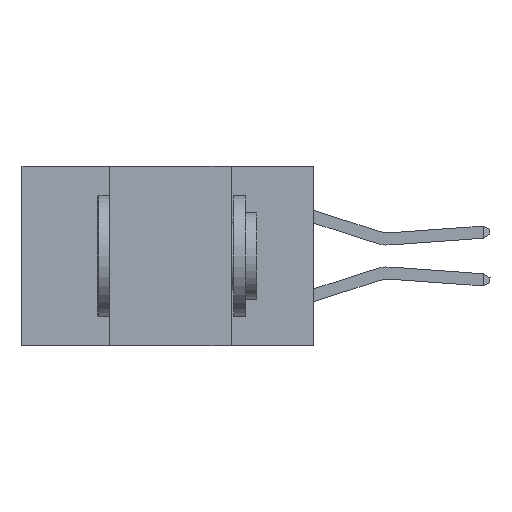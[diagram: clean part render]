
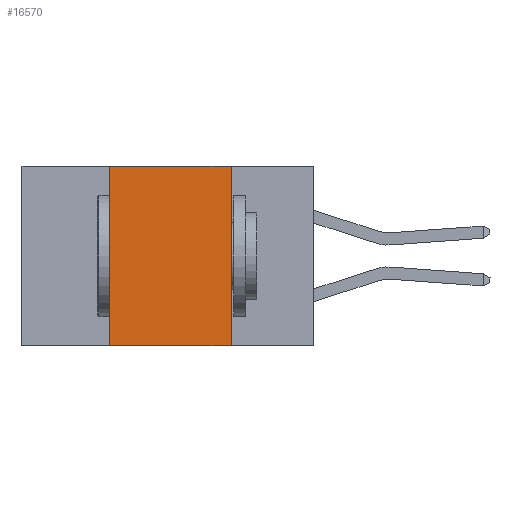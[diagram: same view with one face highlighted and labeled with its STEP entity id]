
A CAD part, left-side view. The second image highlights one B-rep face of the part: STEP entity #16570.
In plain terms, the highlighted planar face has unit normal (-1, 0, 0).
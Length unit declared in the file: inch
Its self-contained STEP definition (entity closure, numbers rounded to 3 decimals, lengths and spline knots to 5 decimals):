
#715 = PLANE ( 'NONE',  #14354 ) ;
#1293 = VECTOR ( 'NONE', #27989, 39.37008 ) ;
#2006 = EDGE_CURVE ( 'NONE', #8699, #6263, #25456, .T. ) ;
#2588 = EDGE_CURVE ( 'NONE', #6263, #5557, #25847, .T. ) ;
#2928 = ORIENTED_EDGE ( 'NONE', *, *, #23494, .F. ) ;
#3728 = DIRECTION ( 'NONE',  ( 0., -1., 0. ) ) ;
#3912 = DIRECTION ( 'NONE',  ( 0., 0., -1. ) ) ;
#4876 = VECTOR ( 'NONE', #23520, 39.37008 ) ;
#5557 = VERTEX_POINT ( 'NONE', #8290 ) ;
#5933 = LINE ( 'NONE', #35848, #12772 ) ;
#6231 = EDGE_CURVE ( 'NONE', #13661, #5557, #16407, .T. ) ;
#6263 = VERTEX_POINT ( 'NONE', #24108 ) ;
#8290 = CARTESIAN_POINT ( 'NONE',  ( 0., 0.17, -0.37 ) ) ;
#8699 = VERTEX_POINT ( 'NONE', #22965 ) ;
#9259 = DIRECTION ( 'NONE',  ( 1., 0., 0. ) ) ;
#9659 = ORIENTED_EDGE ( 'NONE', *, *, #2588, .F. ) ;
#10942 = VECTOR ( 'NONE', #3728, 39.37008 ) ;
#12772 = VECTOR ( 'NONE', #30359, 39.37008 ) ;
#13661 = VERTEX_POINT ( 'NONE', #20761 ) ;
#14354 = AXIS2_PLACEMENT_3D ( 'NONE', #27227, #9259, #3912 ) ;
#16407 = LINE ( 'NONE', #21821, #10942 ) ;
#16570 = ADVANCED_FACE ( 'NONE', ( #30767 ), #715, .F. ) ;
#18689 = CARTESIAN_POINT ( 'NONE',  ( 0., 0.6, 0. ) ) ;
#19738 = EDGE_LOOP ( 'NONE', ( #9659, #37611, #2928, #24230 ) ) ;
#20761 = CARTESIAN_POINT ( 'NONE',  ( 0., 0.42, -0.37 ) ) ;
#21821 = CARTESIAN_POINT ( 'NONE',  ( 0., 0.6, -0.37 ) ) ;
#22965 = CARTESIAN_POINT ( 'NONE',  ( 0., 0.42, 0. ) ) ;
#23494 = EDGE_CURVE ( 'NONE', #13661, #8699, #5933, .T. ) ;
#23520 = DIRECTION ( 'NONE',  ( 0., 0., -1. ) ) ;
#23895 = CARTESIAN_POINT ( 'NONE',  ( 0., 0.17, 0. ) ) ;
#24108 = CARTESIAN_POINT ( 'NONE',  ( 0., 0.17, 0. ) ) ;
#24230 = ORIENTED_EDGE ( 'NONE', *, *, #6231, .T. ) ;
#25456 = LINE ( 'NONE', #18689, #1293 ) ;
#25847 = LINE ( 'NONE', #23895, #4876 ) ;
#27227 = CARTESIAN_POINT ( 'NONE',  ( 0., 0.6, 0. ) ) ;
#27989 = DIRECTION ( 'NONE',  ( 0., -1., 0. ) ) ;
#30359 = DIRECTION ( 'NONE',  ( 0., 0., 1. ) ) ;
#30767 = FACE_OUTER_BOUND ( 'NONE', #19738, .T. ) ;
#35848 = CARTESIAN_POINT ( 'NONE',  ( 0., 0.42, 0. ) ) ;
#37611 = ORIENTED_EDGE ( 'NONE', *, *, #2006, .F. ) ;
